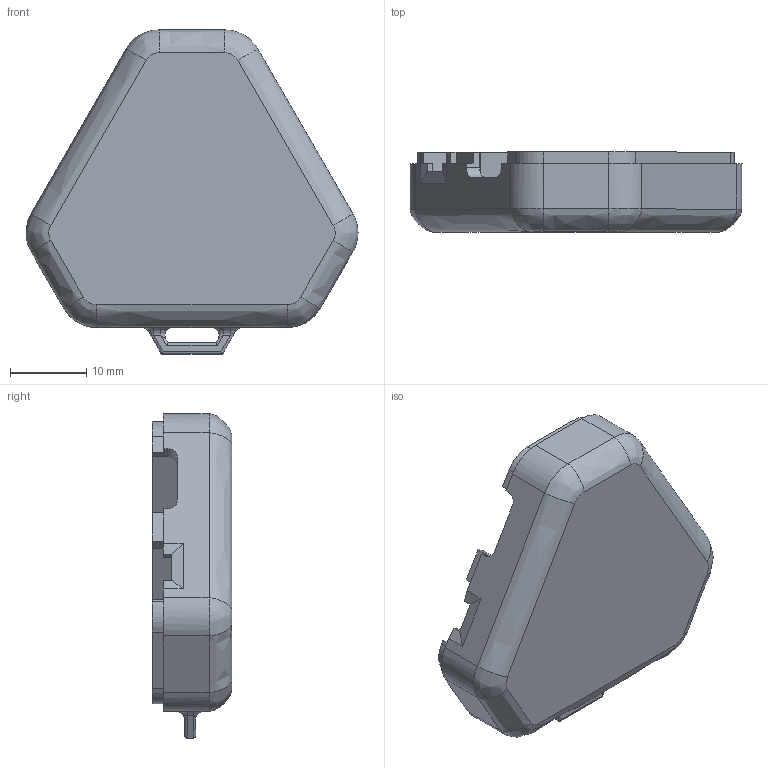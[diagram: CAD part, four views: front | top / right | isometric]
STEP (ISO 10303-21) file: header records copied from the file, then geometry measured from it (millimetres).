
FILE_DESCRIPTION (( 'STEP AP214' ), '1' );
FILE_NAME ('10th try.STEP', '2024-04-29T10:19:38', ( '' ), ( '' ), 'SwSTEP 2.0', 'SolidWorks 2023', '' );
FILE_SCHEMA (( 'AUTOMOTIVE_DESIGN' ));
Length unit declared in the file: millimetre
Products named in the file (1): 10th try
Bounding box: 43.66 x 10.5 x 42.65 mm (x, y, z)
Volume: 3972.6 mm3; surface area: 5006.3 mm2
Topology: 1 solids, 1 shells, 140 faces, 363 edges, 226 vertices
Faces by surface type: plane 70, cylinder 46, bspline 20, torus 4
Entity records: 4579 total; most frequent: CARTESIAN_POINT 1352, ORIENTED_EDGE 726, DIRECTION 600, EDGE_CURVE 363, VECTOR 236, LINE 236, VERTEX_POINT 226, AXIS2_PLACEMENT_3D 182
